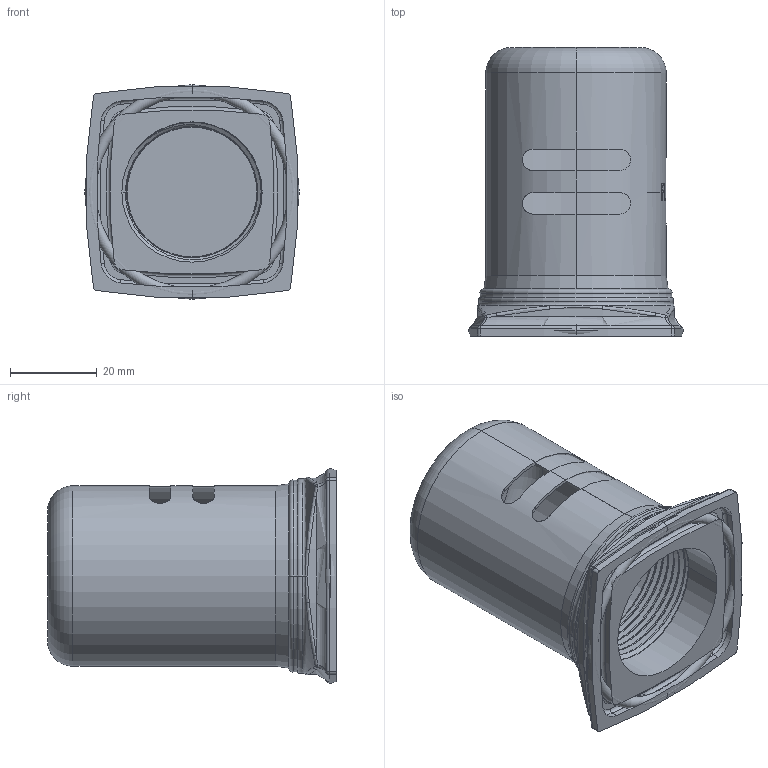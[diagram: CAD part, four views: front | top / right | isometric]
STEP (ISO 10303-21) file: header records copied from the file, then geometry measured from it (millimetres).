
FILE_DESCRIPTION((''),'2;1');
FILE_NAME('3160-5751_ASM','2019-03-01T11:31:12',('rsmith'),(''),'CREO PARAMETRIC BY PTC INC, 2018400','CREO PARAMETRIC BY PTC INC, 2018400','');
FILE_SCHEMA(('CONFIG_CONTROL_DESIGN'));
Length unit declared in the file: inch
Products named in the file (7): 12707; 12736; 91227; 20-244_ASM; 91394; 50688; 3160-5751_ASM
Assembly tree (6 placements, depth 3):
  3160-5751_ASM
    12707
    20-244_ASM
      12736
      91227
    91394
    50688
Bounding box: 49.35 x 66.46 x 49.35 mm (x, y, z)
Volume: 21501.6 mm3; surface area: 41748.4 mm2
Topology: 5 solids, 8 shells, 276 faces, 681 edges, 417 vertices
Faces by surface type: cylinder 76, bspline 66, torus 62, plane 42, sphere 16, cone 14
Entity records: 13685 total; most frequent: CARTESIAN_POINT 7218, DIRECTION 1366, ORIENTED_EDGE 1314, EDGE_CURVE 681, AXIS2_PLACEMENT_3D 607, VERTEX_POINT 417, CIRCLE 378, EDGE_LOOP 293
